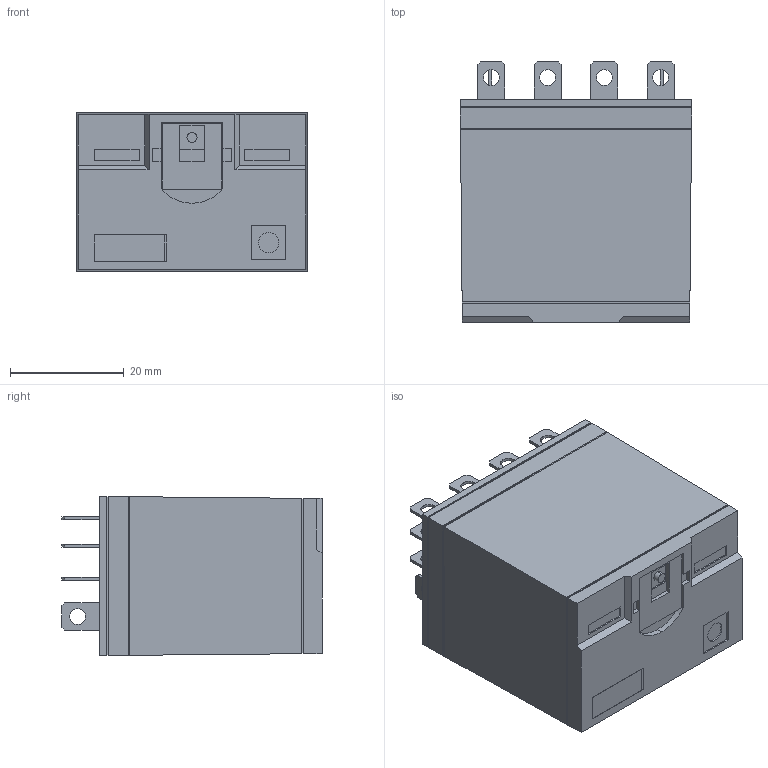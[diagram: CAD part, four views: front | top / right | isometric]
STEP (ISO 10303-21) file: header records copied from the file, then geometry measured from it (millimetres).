
FILE_DESCRIPTION(('starvars output'),'2;1');
FILE_NAME('cv20190909162723000020155.stp','16:27:23 2019/09/09',( 'Thomas Industrial Network Germany GmbH'),( 'Thomas Industrial Network Germany GmbH'),'unknown preprocess','ACIS' ,'unknown authorization');
FILE_SCHEMA(('AUTOMOTIVE_DESIGN_CC2 {UNKNOWN IMPLEMENTATION LEVEL}'));
Length unit declared in the file: millimetre
Products named in the file (1): PRODUCT_ID_1
Bounding box: 40.64 x 45.72 x 27.94 mm (x, y, z)
Volume: 43268.6 mm3; surface area: 8566.3 mm2
Topology: 2 solids, 2 shells, 228 faces, 585 edges, 390 vertices
Faces by surface type: plane 194, cylinder 34
Entity records: 8388 total; most frequent: ORIENTED_EDGE 1170, CARTESIAN_POINT 1119, DIRECTION 959, EDGE_CURVE 585, VECTOR 499, LINE 499, VERTEX_POINT 390, EDGE_LOOP 285
